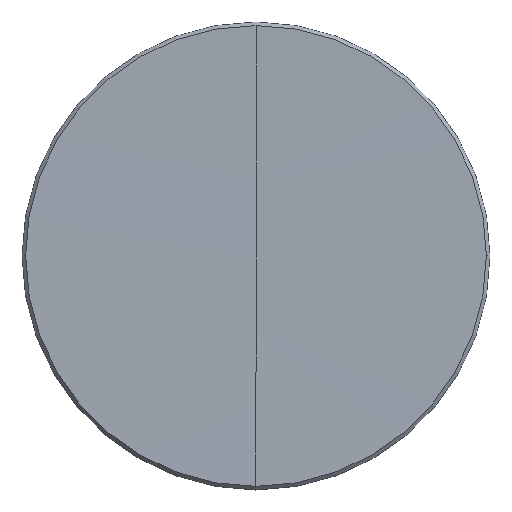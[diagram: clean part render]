
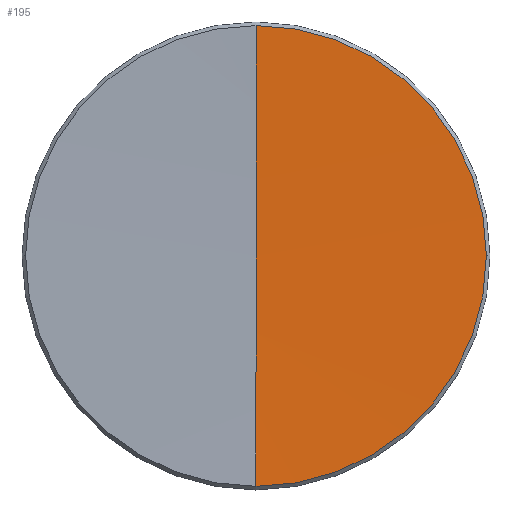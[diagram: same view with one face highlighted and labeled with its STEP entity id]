
A CAD part, top view. The second image highlights one B-rep face of the part: STEP entity #195.
In plain terms, the highlighted spherical face has radius 603.39 mm.
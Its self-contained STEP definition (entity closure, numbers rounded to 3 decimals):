
#1 = DIRECTION ( 'NONE',  ( 0., 0., 1. ) ) ;
#5 = EDGE_LOOP ( 'NONE', ( #81, #166, #268, #78 ) ) ;
#20 = DIRECTION ( 'NONE',  ( 0., 1., 0. ) ) ;
#23 = EDGE_CURVE ( 'NONE', #275, #28, #82, .T. ) ;
#28 = VERTEX_POINT ( 'NONE', #267 ) ;
#38 = AXIS2_PLACEMENT_3D ( 'NONE', #200, #326, #20 ) ;
#58 = VERTEX_POINT ( 'NONE', #91 ) ;
#78 = ORIENTED_EDGE ( 'NONE', *, *, #23, .T. ) ;
#81 = ORIENTED_EDGE ( 'NONE', *, *, #311, .F. ) ;
#82 = CIRCLE ( 'NONE', #234, 12.504 ) ;
#84 = DIRECTION ( 'NONE',  ( 1., 0., 0. ) ) ;
#87 = SPHERICAL_SURFACE ( 'NONE', #38, 603.39 ) ;
#91 = CARTESIAN_POINT ( 'NONE',  ( 0., 0., 5.866 ) ) ;
#92 = FACE_OUTER_BOUND ( 'NONE', #5, .T. ) ;
#93 = AXIS2_PLACEMENT_3D ( 'NONE', #132, #157, #154 ) ;
#103 = DIRECTION ( 'NONE',  ( 1., 0., 0. ) ) ;
#116 = EDGE_CURVE ( 'NONE', #58, #176, #288, .T. ) ;
#132 = CARTESIAN_POINT ( 'NONE',  ( 0., 0., 609.256 ) ) ;
#144 = DIRECTION ( 'NONE',  ( 0., 0., -1. ) ) ;
#154 = DIRECTION ( 'NONE',  ( 0., -1., 0. ) ) ;
#157 = DIRECTION ( 'NONE',  ( -1., 0., 0. ) ) ;
#159 = CARTESIAN_POINT ( 'NONE',  ( 0., -12.504, 5.996 ) ) ;
#166 = ORIENTED_EDGE ( 'NONE', *, *, #116, .T. ) ;
#172 = EDGE_CURVE ( 'NONE', #176, #275, #328, .T. ) ;
#176 = VERTEX_POINT ( 'NONE', #159 ) ;
#189 = CARTESIAN_POINT ( 'NONE',  ( 0., 0., 5.996 ) ) ;
#195 = ADVANCED_FACE ( 'NONE', ( #92 ), #87, .F. ) ;
#200 = CARTESIAN_POINT ( 'NONE',  ( 0., 0., 609.256 ) ) ;
#230 = AXIS2_PLACEMENT_3D ( 'NONE', #232, #284, #323 ) ;
#232 = CARTESIAN_POINT ( 'NONE',  ( 0., 0., 5.996 ) ) ;
#234 = AXIS2_PLACEMENT_3D ( 'NONE', #189, #1, #103 ) ;
#239 = AXIS2_PLACEMENT_3D ( 'NONE', #244, #84, #144 ) ;
#244 = CARTESIAN_POINT ( 'NONE',  ( 0., 0., 609.256 ) ) ;
#267 = CARTESIAN_POINT ( 'NONE',  ( 0., 12.504, 5.996 ) ) ;
#268 = ORIENTED_EDGE ( 'NONE', *, *, #172, .T. ) ;
#273 = CIRCLE ( 'NONE', #239, 603.39 ) ;
#275 = VERTEX_POINT ( 'NONE', #296 ) ;
#284 = DIRECTION ( 'NONE',  ( 0., 0., 1. ) ) ;
#288 = CIRCLE ( 'NONE', #93, 603.39 ) ;
#296 = CARTESIAN_POINT ( 'NONE',  ( 12.504, 0., 5.996 ) ) ;
#311 = EDGE_CURVE ( 'NONE', #58, #28, #273, .T. ) ;
#323 = DIRECTION ( 'NONE',  ( 1., 0., 0. ) ) ;
#326 = DIRECTION ( 'NONE',  ( -1., 0., 0. ) ) ;
#328 = CIRCLE ( 'NONE', #230, 12.504 ) ;
